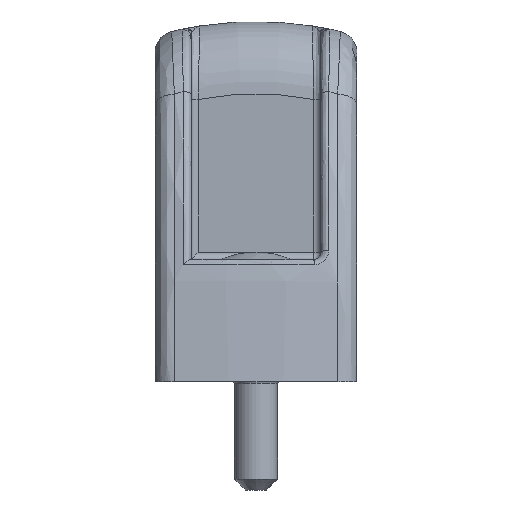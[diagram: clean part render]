
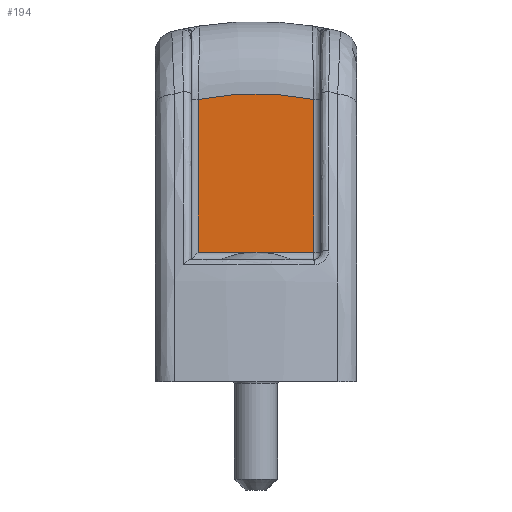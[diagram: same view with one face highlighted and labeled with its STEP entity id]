
A CAD part, left-side view. The second image highlights one B-rep face of the part: STEP entity #194.
In plain terms, the highlighted planar face has unit normal (-1, 0, 0).
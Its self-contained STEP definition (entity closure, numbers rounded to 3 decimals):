
#194 = ADVANCED_FACE( '', ( #530 ), #531, .T. );
#530 = FACE_OUTER_BOUND( '', #1207, .T. );
#531 = PLANE( '', #1208 );
#1207 = EDGE_LOOP( '', ( #5627, #5628, #5629, #5630 ) );
#1208 = AXIS2_PLACEMENT_3D( '', #5631, #5632, #5633 );
#5627 = ORIENTED_EDGE( '', *, *, #6812, .T. );
#5628 = ORIENTED_EDGE( '', *, *, #6813, .T. );
#5629 = ORIENTED_EDGE( '', *, *, #6814, .T. );
#5630 = ORIENTED_EDGE( '', *, *, #6815, .T. );
#5631 = CARTESIAN_POINT( '', ( -80., -9., 81.138 ) );
#5632 = DIRECTION( '', ( -1., 0., 0. ) );
#5633 = DIRECTION( '', ( 0., 0., 1. ) );
#6812 = EDGE_CURVE( '', #7343, #7344, #7345, .F. );
#6813 = EDGE_CURVE( '', #7344, #7346, #7347, .F. );
#6814 = EDGE_CURVE( '', #7346, #7348, #7349, .T. );
#6815 = EDGE_CURVE( '', #7348, #7343, #7350, .T. );
#7343 = VERTEX_POINT( '', #8182 );
#7344 = VERTEX_POINT( '', #8183 );
#7345 = LINE( '', #8184, #8185 );
#7346 = VERTEX_POINT( '', #8186 );
#7347 = LINE( '', #8187, #8188 );
#7348 = VERTEX_POINT( '', #8189 );
#7349 = CIRCLE( '', #8190, 40. );
#7350 = LINE( '', #8191, #8192 );
#8182 = CARTESIAN_POINT( '', ( -80., 8., 18. ) );
#8183 = CARTESIAN_POINT( '', ( -80., -8., 18. ) );
#8184 = CARTESIAN_POINT( '', ( -80., -9., 18. ) );
#8185 = VECTOR( '', #11324, 1000. );
#8186 = CARTESIAN_POINT( '', ( -80., -8., 39.192 ) );
#8187 = CARTESIAN_POINT( '', ( -80., -8., 38.974 ) );
#8188 = VECTOR( '', #11325, 1000. );
#8189 = CARTESIAN_POINT( '', ( -80., 8., 39.192 ) );
#8190 = AXIS2_PLACEMENT_3D( '', #11326, #11327, #11328 );
#8191 = CARTESIAN_POINT( '', ( -80., 8., 17. ) );
#8192 = VECTOR( '', #11329, 1000. );
#11324 = DIRECTION( '', ( 0., 1., 0. ) );
#11325 = DIRECTION( '', ( 0., 0., -1. ) );
#11326 = CARTESIAN_POINT( '', ( -80., 0., 0. ) );
#11327 = DIRECTION( '', ( -1., 0., 0. ) );
#11328 = DIRECTION( '', ( 0., 0., 1. ) );
#11329 = DIRECTION( '', ( 0., 0., -1. ) );
